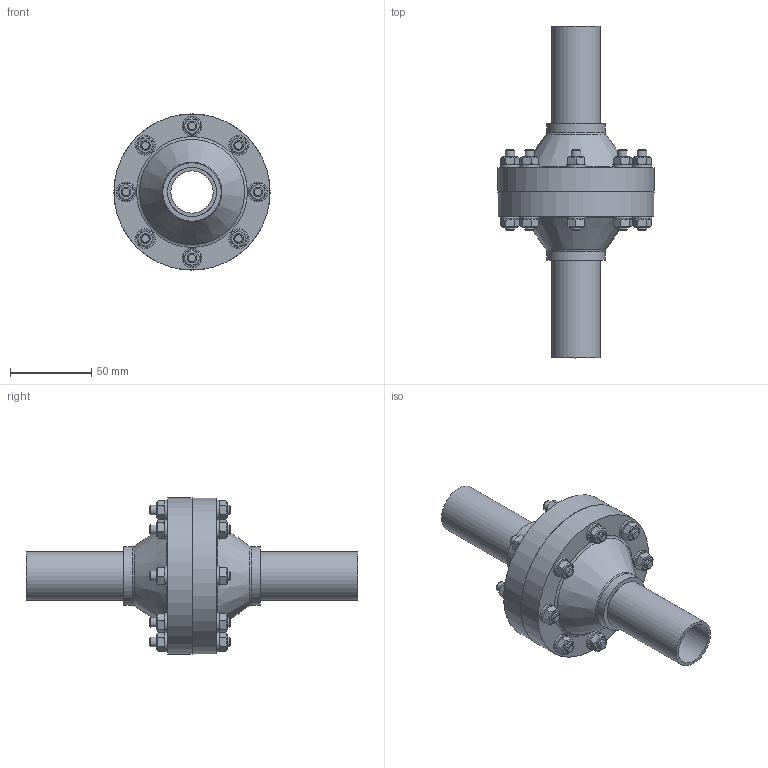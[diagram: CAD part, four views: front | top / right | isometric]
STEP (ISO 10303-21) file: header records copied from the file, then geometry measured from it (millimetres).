
FILE_DESCRIPTION(/* description */ (''),/* implementation_level */ '2;1');
FILE_NAME(/* name */ 'EM1_ex_3_Montagem.stp',/* time_stamp */ '2022-04-10T18:53:34-03:00',/* author */ ('João Felipe'),/* organization */ (''),/* preprocessor_version */ 'ST-DEVELOPER v18.1',/* originating_system */ 'Autodesk Inventor 2021',/* authorisation */ '');
FILE_SCHEMA (('AUTOMOTIVE_DESIGN { 1 0 10303 214 3 1 1 }'));
Length unit declared in the file: millimetre
Products named in the file (6): Montagem_Tubo; Flange; Tubo; DIN 976-1 - M6 x 50 - B; DIN 125 - A 6,4; DIN 934 - M6
Assembly tree (44 placements, depth 2):
  Montagem_Tubo
    Flange  x2
    Tubo  x2
    DIN 976-1 - M6 x 50 - B  x8
    DIN 934 - M6  x16
    DIN 125 - A 6,4  x16
Bounding box: 96 x 204 x 96 mm (x, y, z)
Volume: 291111.1 mm3; surface area: 90834.6 mm2
Topology: 44 solids, 44 shells, 354 faces, 744 edges, 480 vertices
Faces by surface type: plane 186, cone 82, cylinder 82, torus 4
Full cylindrical faces by diameter (mm): 4.917 x16, 6 x24, 6.4 x16, 12 x16, 26 x2, 30 x4, 36 x2, 96 x2
Entity records: 1857 total; most frequent: DIRECTION 320, CARTESIAN_POINT 272, ORIENTED_EDGE 186, AXIS2_PLACEMENT_3D 145, EDGE_CURVE 93, EDGE_LOOP 68, VERTEX_POINT 61, CIRCLE 51
